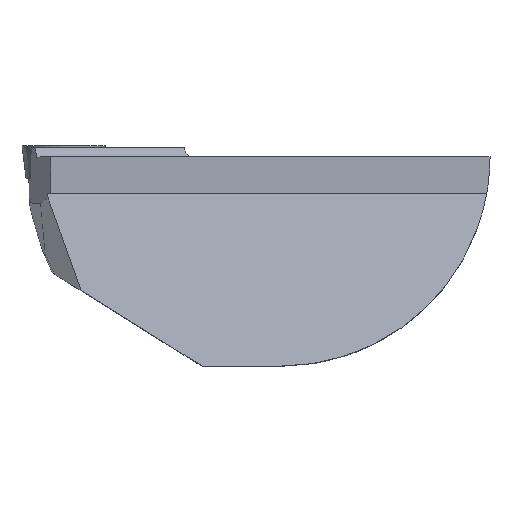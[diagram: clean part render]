
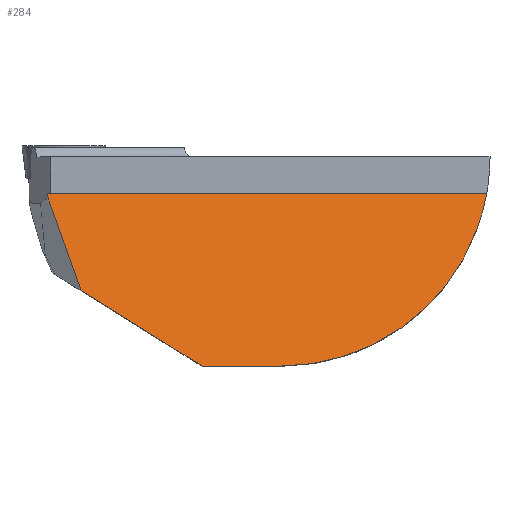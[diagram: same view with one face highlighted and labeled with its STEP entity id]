
A CAD part, top view. The second image highlights one B-rep face of the part: STEP entity #284.
In plain terms, the highlighted planar face has unit normal (0, 0.259, 0.966).
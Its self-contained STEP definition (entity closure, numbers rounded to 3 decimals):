
#100=FACE_OUTER_BOUND('',#337,.T.);
#124=ELLIPSE('',#653,41.411,40.);
#131=LINE('',#864,#179);
#146=LINE('',#905,#194);
#147=LINE('',#907,#195);
#148=LINE('',#911,#196);
#149=LINE('',#913,#197);
#179=VECTOR('',#714,1.);
#194=VECTOR('',#753,1.);
#195=VECTOR('',#754,1.);
#196=VECTOR('',#757,1.);
#197=VECTOR('',#758,1.);
#250=PLANE('',#654);
#284=ADVANCED_FACE('',(#100),#250,.F.);
#337=EDGE_LOOP('',(#404,#405,#406,#407,#408,#409));
#404=ORIENTED_EDGE('',*,*,#577,.F.);
#405=ORIENTED_EDGE('',*,*,#556,.F.);
#406=ORIENTED_EDGE('',*,*,#578,.T.);
#407=ORIENTED_EDGE('',*,*,#579,.T.);
#408=ORIENTED_EDGE('',*,*,#580,.F.);
#409=ORIENTED_EDGE('',*,*,#581,.T.);
#507=VERTEX_POINT('',#863);
#508=VERTEX_POINT('',#865);
#522=VERTEX_POINT('',#906);
#523=VERTEX_POINT('',#908);
#524=VERTEX_POINT('',#910);
#525=VERTEX_POINT('',#912);
#556=EDGE_CURVE('',#507,#508,#131,.T.);
#577=EDGE_CURVE('',#508,#522,#146,.T.);
#578=EDGE_CURVE('',#507,#523,#147,.T.);
#579=EDGE_CURVE('',#523,#524,#124,.T.);
#580=EDGE_CURVE('',#525,#524,#148,.T.);
#581=EDGE_CURVE('',#525,#522,#149,.T.);
#653=AXIS2_PLACEMENT_3D('',#909,#755,#756);
#654=AXIS2_PLACEMENT_3D('',#914,#759,#760);
#714=DIRECTION('',(-0.84,0.525,-0.141));
#753=DIRECTION('',(-0.326,0.913,-0.245));
#754=DIRECTION('',(1.,0.,0.));
#755=DIRECTION('',(0.,0.259,0.966));
#756=DIRECTION('',(0.,-0.966,0.259));
#757=DIRECTION('',(1.,0.,0.));
#758=DIRECTION('',(0.023,-0.966,0.259));
#759=DIRECTION('',(0.,-0.259,-0.966));
#760=DIRECTION('',(0.,-0.966,0.259));
#863=CARTESIAN_POINT('',(-15.001,-40.,8.842));
#864=CARTESIAN_POINT('',(-74.923,-2.557,-1.191));
#865=CARTESIAN_POINT('',(-38.102,-25.565,4.974));
#905=CARTESIAN_POINT('',(-40.087,-20.013,3.487));
#906=CARTESIAN_POINT('',(-44.501,-7.67,0.18));
#907=CARTESIAN_POINT('',(-100.,-40.,8.842));
#908=CARTESIAN_POINT('',(0.,-40.,8.842));
#909=CARTESIAN_POINT('',(0.,0.,-1.876));
#910=CARTESIAN_POINT('',(39.383,-7.,0.));
#911=CARTESIAN_POINT('',(-100.,-7.,0.));
#912=CARTESIAN_POINT('',(-44.516,-7.,0.));
#913=CARTESIAN_POINT('',(-43.772,-38.77,8.513));
#914=CARTESIAN_POINT('',(-100.,-40.,8.842));
